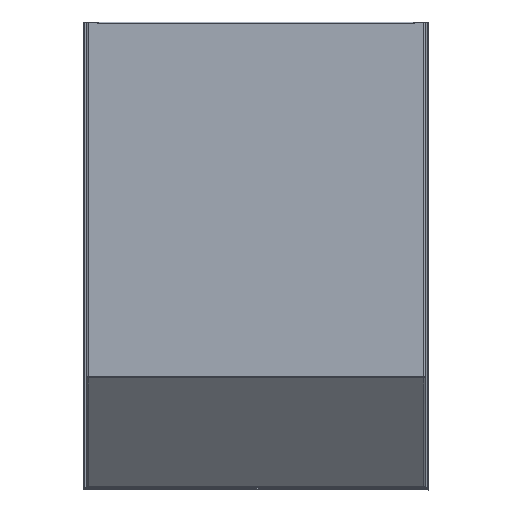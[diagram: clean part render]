
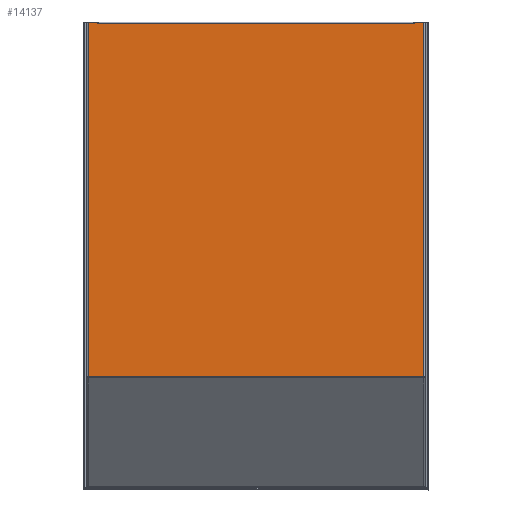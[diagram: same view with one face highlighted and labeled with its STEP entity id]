
A CAD part, front view. The second image highlights one B-rep face of the part: STEP entity #14137.
In plain terms, the highlighted planar face has unit normal (0, -1, 0).
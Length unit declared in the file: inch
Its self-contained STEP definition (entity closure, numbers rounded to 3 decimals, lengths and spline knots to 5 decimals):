
#180 = EDGE_CURVE ( 'NONE', #2056, #14638, #6393, .T. ) ;
#447 = DIRECTION ( 'NONE',  ( 0., 0., 1. ) ) ;
#614 = ORIENTED_EDGE ( 'NONE', *, *, #9491, .T. ) ;
#638 = EDGE_CURVE ( 'NONE', #2840, #12049, #14494, .T. ) ;
#707 = CARTESIAN_POINT ( 'NONE',  ( -6.41732, -4.33071, 0. ) ) ;
#783 = LINE ( 'NONE', #707, #5214 ) ;
#960 = FACE_OUTER_BOUND ( 'NONE', #1930, .T. ) ;
#1128 = VERTEX_POINT ( 'NONE', #6094 ) ;
#1197 = VERTEX_POINT ( 'NONE', #11937 ) ;
#1422 = VERTEX_POINT ( 'NONE', #6742 ) ;
#1769 = DIRECTION ( 'NONE',  ( -1., 0., 0. ) ) ;
#1869 = CARTESIAN_POINT ( 'NONE',  ( 6.41732, -4.33071, -0.07087 ) ) ;
#1930 = EDGE_LOOP ( 'NONE', ( #3656, #11362, #11048, #4489, #8890, #5373, #614, #3060, #6153, #9105, #2451, #6414 ) ) ;
#2056 = VERTEX_POINT ( 'NONE', #3814 ) ;
#2451 = ORIENTED_EDGE ( 'NONE', *, *, #180, .T. ) ;
#2784 = CARTESIAN_POINT ( 'NONE',  ( 6.41932, -4.33071, -0.07874 ) ) ;
#2840 = VERTEX_POINT ( 'NONE', #5744 ) ;
#2980 = CARTESIAN_POINT ( 'NONE',  ( 6.41732, -4.33071, 0. ) ) ;
#3056 = LINE ( 'NONE', #2980, #11805 ) ;
#3060 = ORIENTED_EDGE ( 'NONE', *, *, #4994, .T. ) ;
#3244 = VECTOR ( 'NONE', #5844, 39.37008 ) ;
#3290 = LINE ( 'NONE', #11279, #12356 ) ;
#3317 = EDGE_CURVE ( 'NONE', #13724, #8946, #3056, .T. ) ;
#3656 = ORIENTED_EDGE ( 'NONE', *, *, #3317, .T. ) ;
#3698 = VECTOR ( 'NONE', #7866, 39.37008 ) ;
#3814 = CARTESIAN_POINT ( 'NONE',  ( 6.41932, -4.33071, 0. ) ) ;
#3903 = DIRECTION ( 'NONE',  ( 0., 0., 1. ) ) ;
#4018 = CARTESIAN_POINT ( 'NONE',  ( 6.88189, -4.33071, -14.4145 ) ) ;
#4043 = CARTESIAN_POINT ( 'NONE',  ( -6.41932, -4.33071, 0. ) ) ;
#4173 = DIRECTION ( 'NONE',  ( 0., 0., -1. ) ) ;
#4489 = ORIENTED_EDGE ( 'NONE', *, *, #7852, .T. ) ;
#4754 = CARTESIAN_POINT ( 'NONE',  ( 6.41732, -4.33071, -0.07874 ) ) ;
#4934 = DIRECTION ( 'NONE',  ( 1., 0., 0. ) ) ;
#4963 = CARTESIAN_POINT ( 'NONE',  ( 6.41732, -4.33071, -0.07874 ) ) ;
#4994 = EDGE_CURVE ( 'NONE', #9857, #14033, #13095, .T. ) ;
#5214 = VECTOR ( 'NONE', #4173, 39.37008 ) ;
#5373 = ORIENTED_EDGE ( 'NONE', *, *, #12056, .T. ) ;
#5455 = DIRECTION ( 'NONE',  ( 0., 1., 0. ) ) ;
#5531 = CARTESIAN_POINT ( 'NONE',  ( -6.81102, -4.33071, -14.44029 ) ) ;
#5598 = CARTESIAN_POINT ( 'NONE',  ( 6.88189, -4.33071, 0. ) ) ;
#5679 = LINE ( 'NONE', #5531, #13071 ) ;
#5744 = CARTESIAN_POINT ( 'NONE',  ( -6.41932, -4.33071, -0.07874 ) ) ;
#5844 = DIRECTION ( 'NONE',  ( -1., 0., 0. ) ) ;
#5859 = DIRECTION ( 'NONE',  ( -1., 0., 0. ) ) ;
#6094 = CARTESIAN_POINT ( 'NONE',  ( -6.41732, -4.33071, -0.07087 ) ) ;
#6153 = ORIENTED_EDGE ( 'NONE', *, *, #9605, .T. ) ;
#6202 = EDGE_CURVE ( 'NONE', #8946, #1128, #9309, .T. ) ;
#6289 = LINE ( 'NONE', #7601, #8904 ) ;
#6385 = LINE ( 'NONE', #10963, #8127 ) ;
#6393 = LINE ( 'NONE', #14842, #3698 ) ;
#6414 = ORIENTED_EDGE ( 'NONE', *, *, #12894, .T. ) ;
#6742 = CARTESIAN_POINT ( 'NONE',  ( -6.81102, -4.33071, 0. ) ) ;
#7601 = CARTESIAN_POINT ( 'NONE',  ( 6.81102, -4.33071, 0. ) ) ;
#7626 = EDGE_CURVE ( 'NONE', #1128, #8181, #783, .T. ) ;
#7852 = EDGE_CURVE ( 'NONE', #8181, #2840, #6385, .T. ) ;
#7866 = DIRECTION ( 'NONE',  ( 0., 0., -1. ) ) ;
#8082 = CARTESIAN_POINT ( 'NONE',  ( 6.81102, -4.33071, -14.4145 ) ) ;
#8127 = VECTOR ( 'NONE', #1769, 39.37008 ) ;
#8181 = VERTEX_POINT ( 'NONE', #10031 ) ;
#8458 = VECTOR ( 'NONE', #4934, 39.37008 ) ;
#8802 = CARTESIAN_POINT ( 'NONE',  ( -6.81102, -4.33071, -14.4145 ) ) ;
#8890 = ORIENTED_EDGE ( 'NONE', *, *, #638, .T. ) ;
#8904 = VECTOR ( 'NONE', #447, 39.37008 ) ;
#8946 = VERTEX_POINT ( 'NONE', #1869 ) ;
#8994 = DIRECTION ( 'NONE',  ( -1., 0., 0. ) ) ;
#9105 = ORIENTED_EDGE ( 'NONE', *, *, #14435, .T. ) ;
#9309 = LINE ( 'NONE', #11632, #13064 ) ;
#9491 = EDGE_CURVE ( 'NONE', #1422, #9857, #5679, .T. ) ;
#9605 = EDGE_CURVE ( 'NONE', #14033, #1197, #6289, .T. ) ;
#9718 = DIRECTION ( 'NONE',  ( 0., 0., 1. ) ) ;
#9857 = VERTEX_POINT ( 'NONE', #8802 ) ;
#10031 = CARTESIAN_POINT ( 'NONE',  ( -6.41732, -4.33071, -0.07874 ) ) ;
#10051 = VECTOR ( 'NONE', #8994, 39.37008 ) ;
#10093 = DIRECTION ( 'NONE',  ( -1., 0., 0. ) ) ;
#10335 = DIRECTION ( 'NONE',  ( 0., 0., 1. ) ) ;
#10575 = LINE ( 'NONE', #4754, #3244 ) ;
#10963 = CARTESIAN_POINT ( 'NONE',  ( -6.41732, -4.33071, -0.07874 ) ) ;
#11048 = ORIENTED_EDGE ( 'NONE', *, *, #7626, .T. ) ;
#11245 = LINE ( 'NONE', #14741, #10051 ) ;
#11279 = CARTESIAN_POINT ( 'NONE',  ( 6.88189, -4.33071, 0. ) ) ;
#11362 = ORIENTED_EDGE ( 'NONE', *, *, #6202, .T. ) ;
#11632 = CARTESIAN_POINT ( 'NONE',  ( 6.88189, -4.33071, -0.07087 ) ) ;
#11805 = VECTOR ( 'NONE', #9718, 39.37008 ) ;
#11937 = CARTESIAN_POINT ( 'NONE',  ( 6.81102, -4.33071, 0. ) ) ;
#12049 = VERTEX_POINT ( 'NONE', #4043 ) ;
#12056 = EDGE_CURVE ( 'NONE', #12049, #1422, #3290, .T. ) ;
#12122 = CARTESIAN_POINT ( 'NONE',  ( -6.41932, -4.33071, 0. ) ) ;
#12356 = VECTOR ( 'NONE', #10093, 39.37008 ) ;
#12499 = PLANE ( 'NONE',  #14168 ) ;
#12582 = VECTOR ( 'NONE', #3903, 39.37008 ) ;
#12736 = DIRECTION ( 'NONE',  ( 0., 0., -1. ) ) ;
#12894 = EDGE_CURVE ( 'NONE', #14638, #13724, #10575, .T. ) ;
#13064 = VECTOR ( 'NONE', #5859, 39.37008 ) ;
#13071 = VECTOR ( 'NONE', #12736, 39.37008 ) ;
#13095 = LINE ( 'NONE', #4018, #8458 ) ;
#13724 = VERTEX_POINT ( 'NONE', #4963 ) ;
#14033 = VERTEX_POINT ( 'NONE', #8082 ) ;
#14137 = ADVANCED_FACE ( 'NONE', ( #960 ), #12499, .F. ) ;
#14168 = AXIS2_PLACEMENT_3D ( 'NONE', #5598, #5455, #10335 ) ;
#14435 = EDGE_CURVE ( 'NONE', #1197, #2056, #11245, .T. ) ;
#14494 = LINE ( 'NONE', #12122, #12582 ) ;
#14638 = VERTEX_POINT ( 'NONE', #2784 ) ;
#14741 = CARTESIAN_POINT ( 'NONE',  ( 6.88189, -4.33071, 0. ) ) ;
#14842 = CARTESIAN_POINT ( 'NONE',  ( 6.41932, -4.33071, 0. ) ) ;
